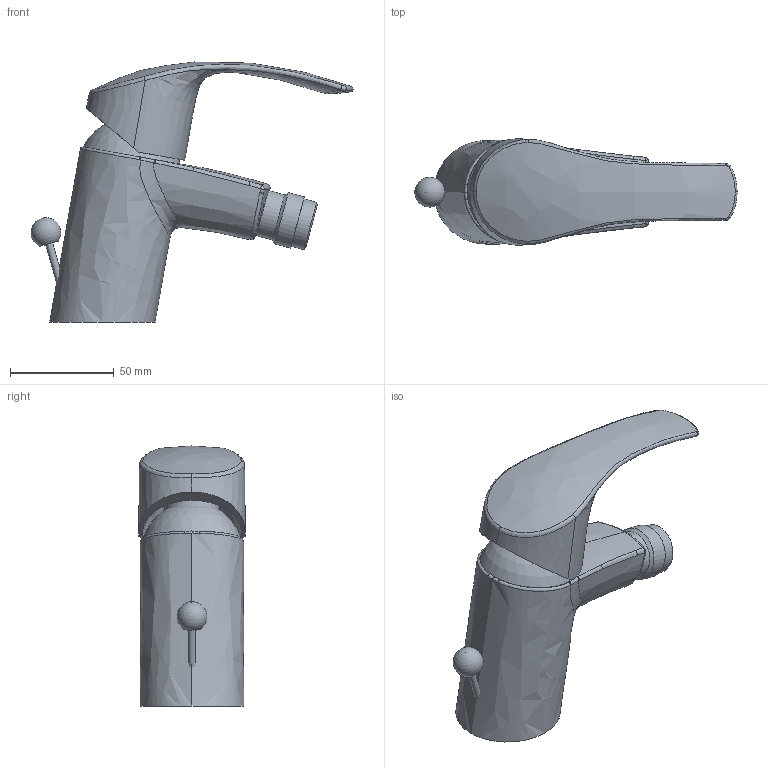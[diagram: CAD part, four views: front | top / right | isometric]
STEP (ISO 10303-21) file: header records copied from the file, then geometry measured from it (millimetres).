
FILE_DESCRIPTION(/* description */ ('Unknown'),/* implementation_level */ '2;1');
FILE_NAME(/* name */ '32929002',/* time_stamp */ '2022-09-07T08:45:55+02:00',/* author */ ('Unknown'),/* organization */ ('GROHE AG'),/* preprocessor_version */ 'ST-DEVELOPER v16.7',/* originating_system */ 'DEX',/* authorisation */ $);
FILE_SCHEMA (('AUTOMOTIVE_DESIGN {1 0 10303 214 3 1 1}'));
Length unit declared in the file: millimetre
Products named in the file (5): 32929002; cyl_body; id107; 130531_NES2011_Lever35_51mm_Cutout_Lob
Assembly tree (4 placements, depth 2):
  32929002
    32929002
    cyl_body
    id107
    130531_NES2011_Lever35_51mm_Cutout_Lob
Bounding box: 155.3 x 51.39 x 125.37 mm (x, y, z)
Volume: 202079.2 mm3; surface area: 43928.2 mm2
Topology: 2 solids, 7 shells, 68 faces, 179 edges, 117 vertices
Faces by surface type: bspline 47, plane 7, cylinder 6, sphere 4, cone 3, torus 1
Full cylindrical faces by diameter (mm): 3.45 x1, 22.55 x1, 23.6 x1, 25.5 x1, 26.1 x1, 45.8 x1
Entity records: 13442 total; most frequent: CARTESIAN_POINT 11963, ORIENTED_EDGE 304, EDGE_CURVE 161, B_SPLINE_CURVE_WITH_KNOTS 131, VERTEX_POINT 111, DIRECTION 108, EDGE_LOOP 81, FACE_BOUND 81
